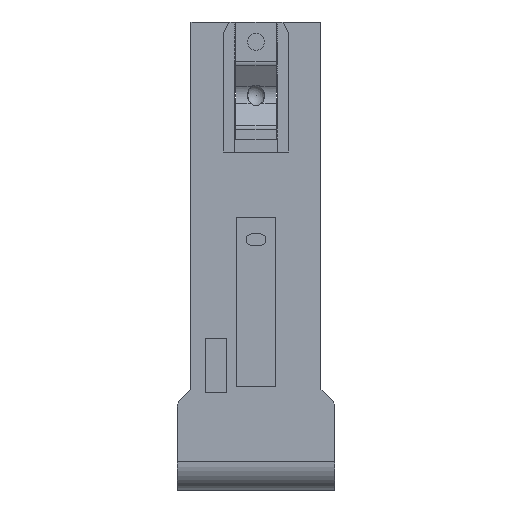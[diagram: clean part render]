
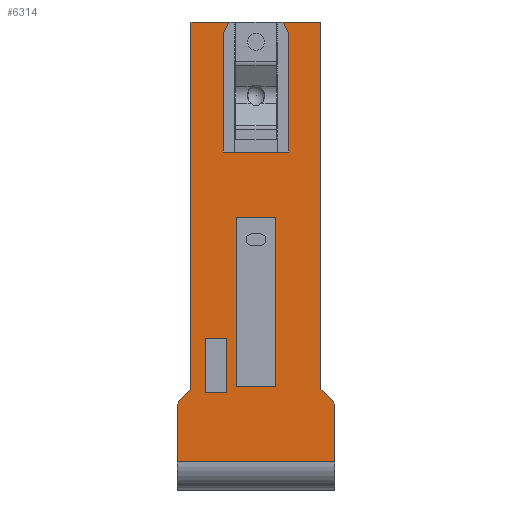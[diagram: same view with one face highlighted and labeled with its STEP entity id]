
A CAD part, left-side view. The second image highlights one B-rep face of the part: STEP entity #6314.
In plain terms, the highlighted planar face has unit normal (-1, 0, 0).
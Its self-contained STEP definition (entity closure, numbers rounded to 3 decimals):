
#2620=LINE('',#21230,#4104);
#3038=LINE('',#22605,#4522);
#3044=LINE('',#22619,#4528);
#3047=LINE('',#22629,#4531);
#3069=LINE('',#22678,#4553);
#3072=LINE('',#22684,#4556);
#3074=LINE('',#22688,#4558);
#3076=LINE('',#22692,#4560);
#3078=LINE('',#22697,#4562);
#3084=LINE('',#22710,#4568);
#3100=LINE('',#22740,#4584);
#3117=LINE('',#22790,#4601);
#3118=LINE('',#22792,#4602);
#3119=LINE('',#22794,#4603);
#3120=LINE('',#22795,#4604);
#3121=LINE('',#22796,#4605);
#3122=LINE('',#22798,#4606);
#3123=LINE('',#22799,#4607);
#3124=LINE('',#22802,#4608);
#3125=LINE('',#22805,#4609);
#3126=LINE('',#22807,#4610);
#3127=LINE('',#22809,#4611);
#4104=VECTOR('',#17563,1.);
#4522=VECTOR('',#18229,1.);
#4528=VECTOR('',#18243,1.);
#4531=VECTOR('',#18254,1.);
#4553=VECTOR('',#18298,1.);
#4556=VECTOR('',#18303,1.);
#4558=VECTOR('',#18307,1.);
#4560=VECTOR('',#18311,1.);
#4562=VECTOR('',#18315,1.);
#4568=VECTOR('',#18323,1.);
#4584=VECTOR('',#18349,1.);
#4601=VECTOR('',#18378,1.);
#4602=VECTOR('',#18381,1.);
#4603=VECTOR('',#18382,1.);
#4604=VECTOR('',#18383,1.);
#4605=VECTOR('',#18384,1.);
#4606=VECTOR('',#18385,1.);
#4607=VECTOR('',#18386,1.);
#4608=VECTOR('',#18389,1.);
#4609=VECTOR('',#18390,1.);
#4610=VECTOR('',#18391,1.);
#4611=VECTOR('',#18392,1.);
#6314=ADVANCED_FACE('',(#7428,#7429,#7430),#6997,.T.);
#6997=PLANE('',#16615);
#7428=FACE_BOUND('',#7635,.T.);
#7429=FACE_BOUND('',#7636,.T.);
#7430=FACE_BOUND('',#7637,.T.);
#7635=EDGE_LOOP('',(#9092,#9093,#9094,#9095,#9096,#9097,#9098,#9099,#9100,
#9101,#9102,#9103,#9104,#9105,#9106,#9107));
#7636=EDGE_LOOP('',(#9108,#9109,#9110,#9111));
#7637=EDGE_LOOP('',(#9112,#9113,#9114,#9115));
#9092=ORIENTED_EDGE('',*,*,#14268,.T.);
#9093=ORIENTED_EDGE('',*,*,#13694,.F.);
#9094=ORIENTED_EDGE('',*,*,#14269,.T.);
#9095=ORIENTED_EDGE('',*,*,#14247,.T.);
#9096=ORIENTED_EDGE('',*,*,#14231,.T.);
#9097=ORIENTED_EDGE('',*,*,#14270,.T.);
#9098=ORIENTED_EDGE('',*,*,#14225,.T.);
#9099=ORIENTED_EDGE('',*,*,#14271,.T.);
#9100=ORIENTED_EDGE('',*,*,#14272,.T.);
#9101=ORIENTED_EDGE('',*,*,#14180,.T.);
#9102=ORIENTED_EDGE('',*,*,#14187,.T.);
#9103=ORIENTED_EDGE('',*,*,#14185,.T.);
#9104=ORIENTED_EDGE('',*,*,#14192,.T.);
#9105=ORIENTED_EDGE('',*,*,#14267,.T.);
#9106=ORIENTED_EDGE('',*,*,#14273,.T.);
#9107=ORIENTED_EDGE('',*,*,#14274,.T.);
#9108=ORIENTED_EDGE('',*,*,#14275,.F.);
#9109=ORIENTED_EDGE('',*,*,#14276,.F.);
#9110=ORIENTED_EDGE('',*,*,#14277,.F.);
#9111=ORIENTED_EDGE('',*,*,#14278,.F.);
#9112=ORIENTED_EDGE('',*,*,#14223,.T.);
#9113=ORIENTED_EDGE('',*,*,#14216,.T.);
#9114=ORIENTED_EDGE('',*,*,#14219,.T.);
#9115=ORIENTED_EDGE('',*,*,#14221,.T.);
#12332=VERTEX_POINT('',#21229);
#12333=VERTEX_POINT('',#21231);
#12749=VERTEX_POINT('',#22604);
#12750=VERTEX_POINT('',#22606);
#12752=VERTEX_POINT('',#22614);
#12753=VERTEX_POINT('',#22616);
#12756=VERTEX_POINT('',#22628);
#12773=VERTEX_POINT('',#22679);
#12774=VERTEX_POINT('',#22680);
#12775=VERTEX_POINT('',#22685);
#12776=VERTEX_POINT('',#22689);
#12778=VERTEX_POINT('',#22696);
#12779=VERTEX_POINT('',#22698);
#12781=VERTEX_POINT('',#22704);
#12784=VERTEX_POINT('',#22709);
#12794=VERTEX_POINT('',#22741);
#12810=VERTEX_POINT('',#22789);
#12811=VERTEX_POINT('',#22793);
#12812=VERTEX_POINT('',#22797);
#12813=VERTEX_POINT('',#22800);
#12814=VERTEX_POINT('',#22803);
#12815=VERTEX_POINT('',#22804);
#12816=VERTEX_POINT('',#22806);
#12817=VERTEX_POINT('',#22808);
#13694=EDGE_CURVE('',#12332,#12333,#2620,.T.);
#14180=EDGE_CURVE('',#12750,#12749,#3038,.T.);
#14185=EDGE_CURVE('',#12753,#12752,#15713,.T.);
#14187=EDGE_CURVE('',#12749,#12753,#3044,.T.);
#14192=EDGE_CURVE('',#12752,#12756,#3047,.T.);
#14216=EDGE_CURVE('',#12773,#12774,#3069,.T.);
#14219=EDGE_CURVE('',#12774,#12775,#3072,.T.);
#14221=EDGE_CURVE('',#12775,#12776,#3074,.T.);
#14223=EDGE_CURVE('',#12776,#12773,#3076,.T.);
#14225=EDGE_CURVE('',#12779,#12778,#3078,.T.);
#14231=EDGE_CURVE('',#12781,#12784,#3084,.T.);
#14247=EDGE_CURVE('',#12794,#12781,#3100,.T.);
#14267=EDGE_CURVE('',#12756,#12810,#3117,.T.);
#14268=EDGE_CURVE('',#12811,#12333,#3118,.T.);
#14269=EDGE_CURVE('',#12332,#12794,#3119,.T.);
#14270=EDGE_CURVE('',#12784,#12779,#3120,.T.);
#14271=EDGE_CURVE('',#12778,#12812,#3121,.T.);
#14272=EDGE_CURVE('',#12812,#12750,#3122,.T.);
#14273=EDGE_CURVE('',#12810,#12813,#3123,.T.);
#14274=EDGE_CURVE('',#12813,#12811,#15719,.T.);
#14275=EDGE_CURVE('',#12814,#12815,#3124,.T.);
#14276=EDGE_CURVE('',#12816,#12814,#3125,.T.);
#14277=EDGE_CURVE('',#12817,#12816,#3126,.T.);
#14278=EDGE_CURVE('',#12815,#12817,#3127,.T.);
#15713=CIRCLE('',#16580,1.);
#15719=CIRCLE('',#16614,1.);
#16580=AXIS2_PLACEMENT_3D('',#22615,#18238,#18239);
#16614=AXIS2_PLACEMENT_3D('',#22801,#18387,#18388);
#16615=AXIS2_PLACEMENT_3D('',#22810,#18393,#18394);
#17563=DIRECTION('',(0.,0.,-1.));
#18229=DIRECTION('',(0.,0.,-1.));
#18238=DIRECTION('',(-1.,0.,0.));
#18239=DIRECTION('',(0.,-1.,0.));
#18243=DIRECTION('',(0.,0.707,-0.707));
#18254=DIRECTION('',(0.,0.,-1.));
#18298=DIRECTION('',(0.,-1.,0.));
#18303=DIRECTION('',(0.,0.,-1.));
#18307=DIRECTION('',(0.,1.,0.));
#18311=DIRECTION('',(0.,0.,1.));
#18315=DIRECTION('',(0.,0.,1.));
#18323=DIRECTION('',(0.,0.,-1.));
#18349=DIRECTION('',(0.,-0.447,-0.894));
#18378=DIRECTION('',(0.,-1.,0.));
#18381=DIRECTION('',(0.,0.707,0.707));
#18382=DIRECTION('',(0.,1.,0.));
#18383=DIRECTION('',(0.,1.,0.));
#18384=DIRECTION('',(0.,-0.447,0.894));
#18385=DIRECTION('',(0.,1.,0.));
#18386=DIRECTION('',(0.,0.,1.));
#18387=DIRECTION('',(-1.,0.,0.));
#18388=DIRECTION('',(0.,-1.,0.));
#18389=DIRECTION('',(0.,0.,1.));
#18390=DIRECTION('',(0.,-1.,0.));
#18391=DIRECTION('',(0.,0.,-1.));
#18392=DIRECTION('',(0.,1.,0.));
#18393=DIRECTION('',(-1.,0.,0.));
#18394=DIRECTION('',(0.,1.,0.));
#21229=CARTESIAN_POINT('',(-13.175,-5.75,41.4));
#21230=CARTESIAN_POINT('',(-13.175,-5.75,41.5));
#21231=CARTESIAN_POINT('',(-13.175,-5.75,8.9));
#22604=CARTESIAN_POINT('',(-13.175,5.75,8.9));
#22605=CARTESIAN_POINT('',(-13.175,5.75,41.5));
#22606=CARTESIAN_POINT('',(-13.175,5.75,41.4));
#22614=CARTESIAN_POINT('',(-13.175,6.95,7.286));
#22615=CARTESIAN_POINT('',(-13.175,5.95,7.286));
#22616=CARTESIAN_POINT('',(-13.175,6.657,7.993));
#22619=CARTESIAN_POINT('',(-13.175,-16.35,31.));
#22628=CARTESIAN_POINT('',(-13.175,6.95,2.5));
#22629=CARTESIAN_POINT('',(-13.175,6.95,41.5));
#22678=CARTESIAN_POINT('',(-13.175,4.5,13.4));
#22679=CARTESIAN_POINT('',(-13.175,4.5,13.4));
#22680=CARTESIAN_POINT('',(-13.175,2.6,13.4));
#22684=CARTESIAN_POINT('',(-13.175,2.6,13.4));
#22685=CARTESIAN_POINT('',(-13.175,2.6,8.6));
#22688=CARTESIAN_POINT('',(-13.175,2.6,8.6));
#22689=CARTESIAN_POINT('',(-13.175,4.5,8.6));
#22692=CARTESIAN_POINT('',(-13.175,4.5,8.6));
#22696=CARTESIAN_POINT('',(-13.175,2.9,40.4));
#22697=CARTESIAN_POINT('',(-13.175,2.9,29.9));
#22698=CARTESIAN_POINT('',(-13.175,2.9,29.9));
#22704=CARTESIAN_POINT('',(-13.175,-2.9,40.4));
#22709=CARTESIAN_POINT('',(-13.175,-2.9,29.9));
#22710=CARTESIAN_POINT('',(-13.175,-2.9,40.4));
#22740=CARTESIAN_POINT('',(-13.175,-2.4,41.4));
#22741=CARTESIAN_POINT('',(-13.175,-2.4,41.4));
#22789=CARTESIAN_POINT('',(-13.175,-6.95,2.5));
#22790=CARTESIAN_POINT('',(-13.175,6.45,2.5));
#22792=CARTESIAN_POINT('',(-13.175,6.35,21.));
#22793=CARTESIAN_POINT('',(-13.175,-6.657,7.993));
#22794=CARTESIAN_POINT('',(-13.175,-5.25,41.4));
#22795=CARTESIAN_POINT('',(-13.175,-2.9,29.9));
#22796=CARTESIAN_POINT('',(-13.175,2.9,40.4));
#22797=CARTESIAN_POINT('',(-13.175,2.4,41.4));
#22798=CARTESIAN_POINT('',(-13.175,2.4,41.4));
#22799=CARTESIAN_POINT('',(-13.175,-6.95,31.5));
#22800=CARTESIAN_POINT('',(-13.175,-6.95,7.286));
#22801=CARTESIAN_POINT('',(-13.175,-5.95,7.286));
#22802=CARTESIAN_POINT('',(-13.175,-1.75,9.15));
#22803=CARTESIAN_POINT('',(-13.175,-1.75,9.15));
#22804=CARTESIAN_POINT('',(-13.175,-1.75,24.15));
#22805=CARTESIAN_POINT('',(-13.175,1.75,9.15));
#22806=CARTESIAN_POINT('',(-13.175,1.75,9.15));
#22807=CARTESIAN_POINT('',(-13.175,1.75,24.15));
#22808=CARTESIAN_POINT('',(-13.175,1.75,24.15));
#22809=CARTESIAN_POINT('',(-13.175,-1.75,24.15));
#22810=CARTESIAN_POINT('',(-13.175,-5.85,41.5));
